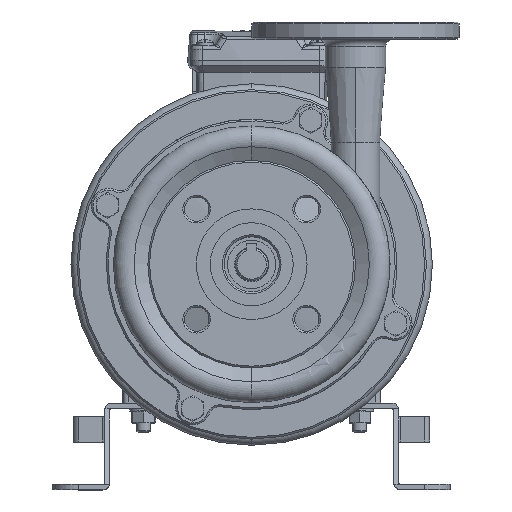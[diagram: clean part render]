
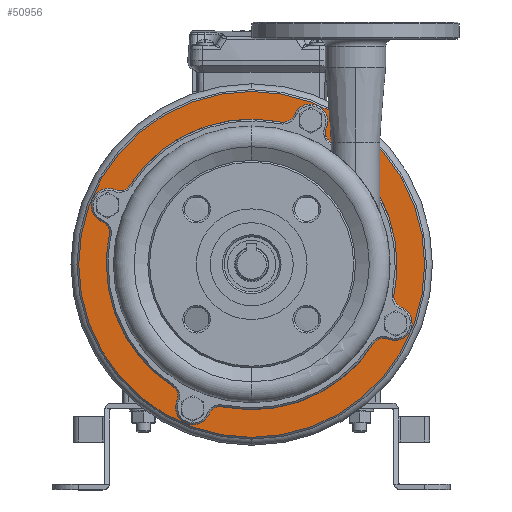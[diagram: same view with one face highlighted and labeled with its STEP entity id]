
A CAD part, top view. The second image highlights one B-rep face of the part: STEP entity #50956.
In plain terms, the highlighted planar face has unit normal (0, 0, 1).
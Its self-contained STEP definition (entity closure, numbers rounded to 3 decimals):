
#254 = EDGE_LOOP ( 'NONE', ( #56045, #7868 ) ) ;
#792 = EDGE_CURVE ( 'NONE', #64197, #31173, #31876, .T. ) ;
#1414 = EDGE_CURVE ( 'NONE', #12616, #11445, #1646, .T. ) ;
#1646 = CIRCLE ( 'NONE', #31295, 6. ) ;
#2296 = DIRECTION ( 'NONE',  ( 1., 0., 0. ) ) ;
#2524 = DIRECTION ( 'NONE',  ( 1., 0., 0. ) ) ;
#3264 = EDGE_CURVE ( 'NONE', #35777, #65895, #45761, .T. ) ;
#3434 = CARTESIAN_POINT ( 'NONE',  ( 100., 0., 7.2 ) ) ;
#3440 = AXIS2_PLACEMENT_3D ( 'NONE', #70498, #36494, #2524 ) ;
#3967 = CARTESIAN_POINT ( 'NONE',  ( 34.151, 83.269, 7.2 ) ) ;
#4267 = DIRECTION ( 'NONE',  ( 1., 0., 0. ) ) ;
#5359 = CARTESIAN_POINT ( 'NONE',  ( 77.269, -34.151, 7.2 ) ) ;
#6438 = EDGE_LOOP ( 'NONE', ( #58608, #62694 ) ) ;
#6972 = CARTESIAN_POINT ( 'NONE',  ( 83.5, 0., 7.2 ) ) ;
#7077 = ORIENTED_EDGE ( 'NONE', *, *, #3264, .T. ) ;
#7149 = AXIS2_PLACEMENT_3D ( 'NONE', #43480, #9514, #49179 ) ;
#7454 = AXIS2_PLACEMENT_3D ( 'NONE', #3967, #43652, #9680 ) ;
#7868 = ORIENTED_EDGE ( 'NONE', *, *, #39643, .T. ) ;
#8290 = ORIENTED_EDGE ( 'NONE', *, *, #792, .F. ) ;
#9514 = DIRECTION ( 'NONE',  ( 0., 0., -1. ) ) ;
#9680 = DIRECTION ( 'NONE',  ( 1., 0., 0. ) ) ;
#10996 = FACE_BOUND ( 'NONE', #42405, .T. ) ;
#11445 = VERTEX_POINT ( 'NONE', #15852 ) ;
#12595 = CARTESIAN_POINT ( 'NONE',  ( -89.269, 34.151, 7.2 ) ) ;
#12616 = VERTEX_POINT ( 'NONE', #44997 ) ;
#12780 = FACE_BOUND ( 'NONE', #49945, .T. ) ;
#13299 = CIRCLE ( 'NONE', #73221, 6. ) ;
#13653 = CARTESIAN_POINT ( 'NONE',  ( 28.151, 83.269, 7.2 ) ) ;
#14736 = VERTEX_POINT ( 'NONE', #37981 ) ;
#15852 = CARTESIAN_POINT ( 'NONE',  ( -28.151, -83.269, 7.2 ) ) ;
#16580 = EDGE_LOOP ( 'NONE', ( #27816, #46375 ) ) ;
#20890 = CARTESIAN_POINT ( 'NONE',  ( -83.269, 34.151, 7.2 ) ) ;
#21258 = CARTESIAN_POINT ( 'NONE',  ( -34.151, -83.269, 7.2 ) ) ;
#21712 = CARTESIAN_POINT ( 'NONE',  ( 34.151, 83.269, 7.2 ) ) ;
#21715 = ORIENTED_EDGE ( 'NONE', *, *, #22574, .T. ) ;
#22373 = DIRECTION ( 'NONE',  ( 0., 0., -1. ) ) ;
#22574 = EDGE_CURVE ( 'NONE', #36013, #14736, #45516, .T. ) ;
#23819 = DIRECTION ( 'NONE',  ( 0., 0., 1. ) ) ;
#24678 = CARTESIAN_POINT ( 'NONE',  ( -83.269, 34.151, 7.2 ) ) ;
#25953 = AXIS2_PLACEMENT_3D ( 'NONE', #21712, #61420, #27469 ) ;
#26083 = FACE_OUTER_BOUND ( 'NONE', #6438, .T. ) ;
#26374 = CARTESIAN_POINT ( 'NONE',  ( -83.5, 0., 7.2 ) ) ;
#26623 = DIRECTION ( 'NONE',  ( 1., 0., 0. ) ) ;
#26648 = CARTESIAN_POINT ( 'NONE',  ( 0., 0., 7.2 ) ) ;
#26665 = AXIS2_PLACEMENT_3D ( 'NONE', #53161, #36270, #2296 ) ;
#26989 = DIRECTION ( 'NONE',  ( 1., 0., 0. ) ) ;
#27469 = DIRECTION ( 'NONE',  ( 1., 0., 0. ) ) ;
#27816 = ORIENTED_EDGE ( 'NONE', *, *, #64189, .T. ) ;
#27894 = FACE_BOUND ( 'NONE', #62045, .T. ) ;
#28414 = CIRCLE ( 'NONE', #7149, 6. ) ;
#28533 = DIRECTION ( 'NONE',  ( 0., 0., 1. ) ) ;
#28614 = CIRCLE ( 'NONE', #58883, 100. ) ;
#29978 = AXIS2_PLACEMENT_3D ( 'NONE', #57792, #23819, #63516 ) ;
#30322 = AXIS2_PLACEMENT_3D ( 'NONE', #26648, #66361, #32345 ) ;
#30365 = DIRECTION ( 'NONE',  ( 1., 0., 0. ) ) ;
#30968 = CIRCLE ( 'NONE', #3440, 6. ) ;
#31173 = VERTEX_POINT ( 'NONE', #6972 ) ;
#31295 = AXIS2_PLACEMENT_3D ( 'NONE', #21258, #60983, #26989 ) ;
#31699 = AXIS2_PLACEMENT_3D ( 'NONE', #72213, #38218, #4267 ) ;
#31876 = CIRCLE ( 'NONE', #30322, 83.5 ) ;
#32345 = DIRECTION ( 'NONE',  ( 1., 0., 0. ) ) ;
#34125 = CARTESIAN_POINT ( 'NONE',  ( 40.151, 83.269, 7.2 ) ) ;
#35777 = VERTEX_POINT ( 'NONE', #13653 ) ;
#36013 = VERTEX_POINT ( 'NONE', #12595 ) ;
#36169 = VERTEX_POINT ( 'NONE', #65671 ) ;
#36270 = DIRECTION ( 'NONE',  ( 0., 0., 1. ) ) ;
#36302 = EDGE_CURVE ( 'NONE', #65895, #35777, #70430, .T. ) ;
#36494 = DIRECTION ( 'NONE',  ( 0., 0., -1. ) ) ;
#37981 = CARTESIAN_POINT ( 'NONE',  ( -77.269, 34.151, 7.2 ) ) ;
#38218 = DIRECTION ( 'NONE',  ( 0., 0., 1. ) ) ;
#38424 = CIRCLE ( 'NONE', #29978, 100. ) ;
#39339 = ORIENTED_EDGE ( 'NONE', *, *, #64194, .T. ) ;
#39643 = EDGE_CURVE ( 'NONE', #42792, #69263, #53605, .T. ) ;
#40249 = EDGE_CURVE ( 'NONE', #40546, #36169, #38424, .T. ) ;
#40546 = VERTEX_POINT ( 'NONE', #3434 ) ;
#41175 = FACE_BOUND ( 'NONE', #254, .T. ) ;
#42405 = EDGE_LOOP ( 'NONE', ( #48814, #8290 ) ) ;
#42792 = VERTEX_POINT ( 'NONE', #5359 ) ;
#43480 = CARTESIAN_POINT ( 'NONE',  ( -34.151, -83.269, 7.2 ) ) ;
#43652 = DIRECTION ( 'NONE',  ( 0., 0., -1. ) ) ;
#44997 = CARTESIAN_POINT ( 'NONE',  ( -40.151, -83.269, 7.2 ) ) ;
#45516 = CIRCLE ( 'NONE', #50906, 6. ) ;
#45634 = AXIS2_PLACEMENT_3D ( 'NONE', #56403, #22373, #62097 ) ;
#45761 = CIRCLE ( 'NONE', #7454, 6. ) ;
#46375 = ORIENTED_EDGE ( 'NONE', *, *, #1414, .T. ) ;
#47160 = CIRCLE ( 'NONE', #31699, 83.5 ) ;
#48814 = ORIENTED_EDGE ( 'NONE', *, *, #70180, .F. ) ;
#49179 = DIRECTION ( 'NONE',  ( 1., 0., 0. ) ) ;
#49945 = EDGE_LOOP ( 'NONE', ( #39339, #21715 ) ) ;
#50906 = AXIS2_PLACEMENT_3D ( 'NONE', #24678, #64387, #30365 ) ;
#50956 = ADVANCED_FACE ( 'NONE', ( #12780, #59820, #41175, #27894, #26083, #10996 ), #64587, .T. ) ;
#53161 = CARTESIAN_POINT ( 'NONE',  ( 0., 0., 7.2 ) ) ;
#53605 = CIRCLE ( 'NONE', #45634, 6. ) ;
#53644 = ORIENTED_EDGE ( 'NONE', *, *, #36302, .T. ) ;
#56045 = ORIENTED_EDGE ( 'NONE', *, *, #57825, .T. ) ;
#56403 = CARTESIAN_POINT ( 'NONE',  ( 83.269, -34.151, 7.2 ) ) ;
#56994 = CARTESIAN_POINT ( 'NONE',  ( 89.269, -34.151, 7.2 ) ) ;
#57792 = CARTESIAN_POINT ( 'NONE',  ( 0., 0., 7.2 ) ) ;
#57825 = EDGE_CURVE ( 'NONE', #69263, #42792, #30968, .T. ) ;
#58608 = ORIENTED_EDGE ( 'NONE', *, *, #62609, .T. ) ;
#58883 = AXIS2_PLACEMENT_3D ( 'NONE', #62511, #28533, #68247 ) ;
#59820 = FACE_BOUND ( 'NONE', #16580, .T. ) ;
#60602 = DIRECTION ( 'NONE',  ( 0., 0., -1. ) ) ;
#60983 = DIRECTION ( 'NONE',  ( 0., 0., -1. ) ) ;
#61420 = DIRECTION ( 'NONE',  ( 0., 0., -1. ) ) ;
#62045 = EDGE_LOOP ( 'NONE', ( #53644, #7077 ) ) ;
#62097 = DIRECTION ( 'NONE',  ( 1., 0., 0. ) ) ;
#62511 = CARTESIAN_POINT ( 'NONE',  ( 0., 0., 7.2 ) ) ;
#62609 = EDGE_CURVE ( 'NONE', #36169, #40546, #28614, .T. ) ;
#62694 = ORIENTED_EDGE ( 'NONE', *, *, #40249, .T. ) ;
#63516 = DIRECTION ( 'NONE',  ( 1., 0., 0. ) ) ;
#64189 = EDGE_CURVE ( 'NONE', #11445, #12616, #28414, .T. ) ;
#64194 = EDGE_CURVE ( 'NONE', #14736, #36013, #13299, .T. ) ;
#64197 = VERTEX_POINT ( 'NONE', #26374 ) ;
#64387 = DIRECTION ( 'NONE',  ( 0., 0., -1. ) ) ;
#64587 = PLANE ( 'NONE',  #26665 ) ;
#65671 = CARTESIAN_POINT ( 'NONE',  ( -100., 0., 7.2 ) ) ;
#65895 = VERTEX_POINT ( 'NONE', #34125 ) ;
#66361 = DIRECTION ( 'NONE',  ( 0., 0., 1. ) ) ;
#68247 = DIRECTION ( 'NONE',  ( 1., 0., 0. ) ) ;
#69263 = VERTEX_POINT ( 'NONE', #56994 ) ;
#70180 = EDGE_CURVE ( 'NONE', #31173, #64197, #47160, .T. ) ;
#70430 = CIRCLE ( 'NONE', #25953, 6. ) ;
#70498 = CARTESIAN_POINT ( 'NONE',  ( 83.269, -34.151, 7.2 ) ) ;
#72213 = CARTESIAN_POINT ( 'NONE',  ( 0., 0., 7.2 ) ) ;
#73221 = AXIS2_PLACEMENT_3D ( 'NONE', #20890, #60602, #26623 ) ;
